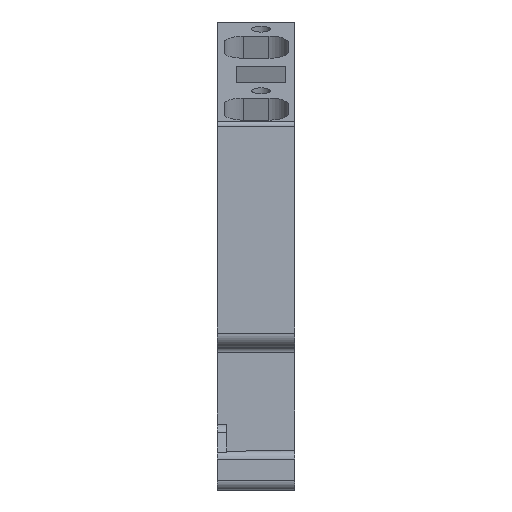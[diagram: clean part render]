
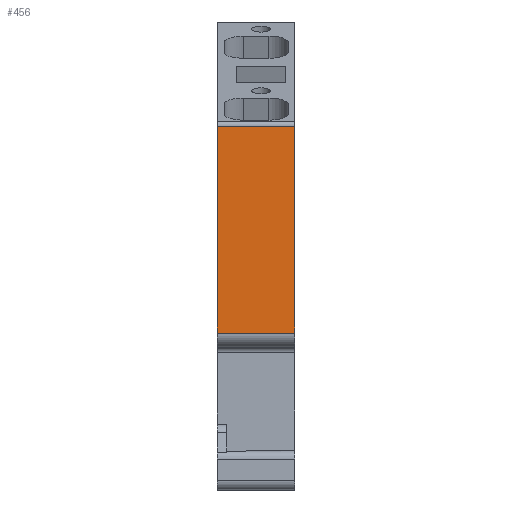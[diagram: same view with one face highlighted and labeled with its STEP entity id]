
A CAD part, left-side view. The second image highlights one B-rep face of the part: STEP entity #456.
In plain terms, the highlighted planar face has unit normal (-1, 0, 0).
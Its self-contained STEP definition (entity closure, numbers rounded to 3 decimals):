
#456 = ADVANCED_FACE( '', ( #918 ), #919, .T. );
#918 = FACE_OUTER_BOUND( '', #1391, .T. );
#919 = PLANE( '', #1392 );
#1391 = EDGE_LOOP( '', ( #2759, #2760, #2761, #2762 ) );
#1392 = AXIS2_PLACEMENT_3D( '', #2763, #2764, #2765 );
#2759 = ORIENTED_EDGE( '', *, *, #3099, .F. );
#2760 = ORIENTED_EDGE( '', *, *, #3384, .F. );
#2761 = ORIENTED_EDGE( '', *, *, #3250, .T. );
#2762 = ORIENTED_EDGE( '', *, *, #3112, .T. );
#2763 = CARTESIAN_POINT( '', ( -37.002, 8., 15.358 ) );
#2764 = DIRECTION( '', ( -1., 0., 0. ) );
#2765 = DIRECTION( '', ( 0., 0., 1. ) );
#3099 = EDGE_CURVE( '', #3888, #3890, #3891, .T. );
#3112 = EDGE_CURVE( '', #3913, #3890, #3914, .T. );
#3250 = EDGE_CURVE( '', #4089, #3913, #4090, .T. );
#3384 = EDGE_CURVE( '', #4089, #3888, #4210, .T. );
#3888 = VERTEX_POINT( '', #4881 );
#3890 = VERTEX_POINT( '', #4883 );
#3891 = LINE( '', #4884, #4885 );
#3913 = VERTEX_POINT( '', #4911 );
#3914 = LINE( '', #4912, #4913 );
#4089 = VERTEX_POINT( '', #5156 );
#4090 = LINE( '', #5157, #5158 );
#4210 = LINE( '', #5312, #5313 );
#4881 = CARTESIAN_POINT( '', ( -37.002, 0., 15.358 ) );
#4883 = CARTESIAN_POINT( '', ( -37.002, 0., -5.863 ) );
#4884 = CARTESIAN_POINT( '', ( -37.002, 0., 15.358 ) );
#4885 = VECTOR( '', #5732, 1000. );
#4911 = CARTESIAN_POINT( '', ( -37.002, 8., -5.863 ) );
#4912 = CARTESIAN_POINT( '', ( -37.002, 8., -5.863 ) );
#4913 = VECTOR( '', #5758, 1000. );
#5156 = CARTESIAN_POINT( '', ( -37.002, 8., 15.358 ) );
#5157 = CARTESIAN_POINT( '', ( -37.002, 8., 15.358 ) );
#5158 = VECTOR( '', #5890, 1000. );
#5312 = CARTESIAN_POINT( '', ( -37.002, 8., 15.358 ) );
#5313 = VECTOR( '', #5988, 1000. );
#5732 = DIRECTION( '', ( 0., 0., -1. ) );
#5758 = DIRECTION( '', ( 0., -1., 0. ) );
#5890 = DIRECTION( '', ( 0., 0., -1. ) );
#5988 = DIRECTION( '', ( 0., -1., 0. ) );
